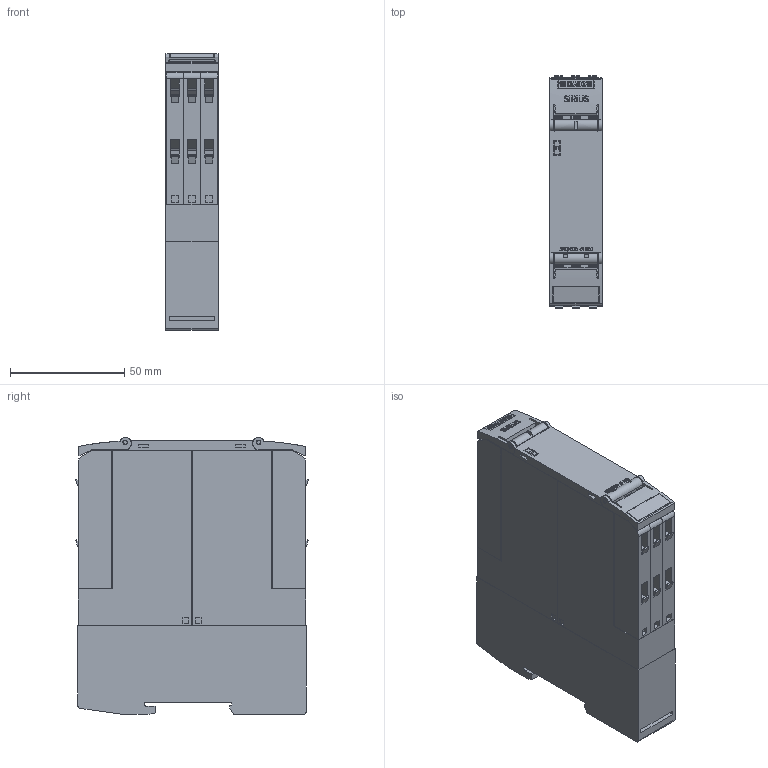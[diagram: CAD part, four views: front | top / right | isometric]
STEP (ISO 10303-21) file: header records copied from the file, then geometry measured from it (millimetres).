
FILE_DESCRIPTION(('STEP AP214'),'1');
FILE_NAME('cctmp_82933320-3FC0-46EB-ABE3-D01CEC1F77BE_2023_07_21_09_51_57_0150..stp','2023-07-21T07:51:58',('SIEMENS A&D'),('CADClick - www.CADClick.com'),'Spatial InterOp 3D postprocessed',' ','unknown authorization');
FILE_SCHEMA(('AUTOMOTIVE_DESIGN'));
Length unit declared in the file: millimetre
Products named in the file (1): 2023_07_21_09_51_57_0114
Bounding box: 22.8 x 101.96 x 121.42 mm (x, y, z)
Volume: 258466.9 mm3; surface area: 59408.3 mm2
Topology: 1 solids, 1 shells, 1585 faces, 4483 edges, 2974 vertices
Faces by surface type: plane 1360, cylinder 209, torus 16
Entity records: 56045 total; most frequent: CARTESIAN_POINT 9601, ORIENTED_EDGE 8950, DIRECTION 8144, EDGE_CURVE 4475, LINE 3886, VECTOR 3886, VERTEX_POINT 2974, AXIS2_PLACEMENT_3D 2129
